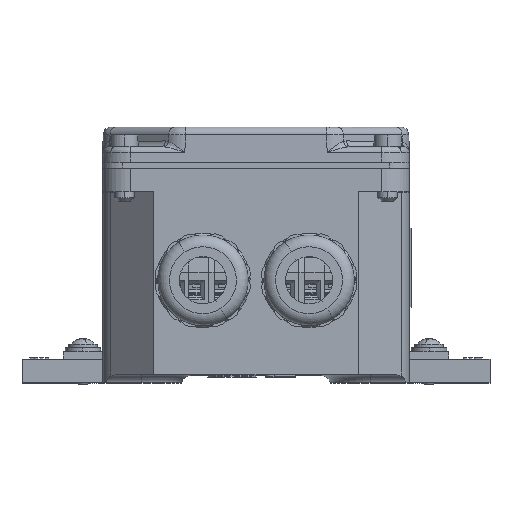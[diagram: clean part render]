
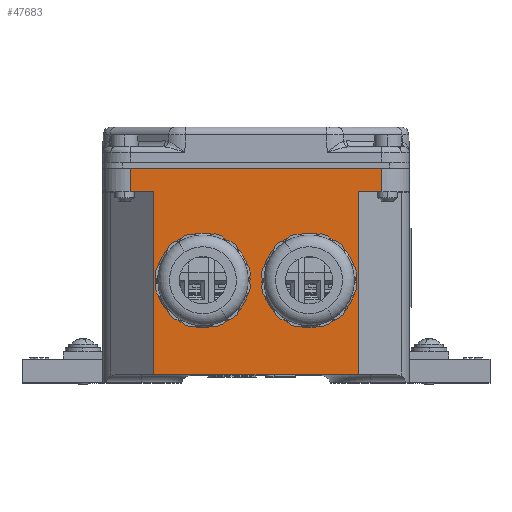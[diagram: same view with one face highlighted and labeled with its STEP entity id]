
A CAD part, top view. The second image highlights one B-rep face of the part: STEP entity #47683.
In plain terms, the highlighted planar face has unit normal (0, 0, 1).
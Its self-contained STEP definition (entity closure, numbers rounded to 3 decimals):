
#878 = CARTESIAN_POINT ( 'NONE',  ( 13.5, 35.25, 42. ) ) ;
#3658 = VECTOR ( 'NONE', #11851, 1000. ) ;
#4111 = ORIENTED_EDGE ( 'NONE', *, *, #39822, .F. ) ;
#4233 = AXIS2_PLACEMENT_3D ( 'NONE', #33097, #82587, #40210 ) ;
#4592 = DIRECTION ( 'NONE',  ( 0., 0., 1. ) ) ;
#5654 = ORIENTED_EDGE ( 'NONE', *, *, #17959, .T. ) ;
#6447 = CARTESIAN_POINT ( 'NONE',  ( -39., 54.5, 42. ) ) ;
#11484 = VERTEX_POINT ( 'NONE', #58416 ) ;
#11841 = EDGE_LOOP ( 'NONE', ( #4111, #72083 ) ) ;
#11851 = DIRECTION ( 'NONE',  ( -1., 0., 0. ) ) ;
#11998 = CIRCLE ( 'NONE', #4233, 9.25 ) ;
#13342 = CARTESIAN_POINT ( 'NONE',  ( -32., 54.5, 42. ) ) ;
#13685 = VERTEX_POINT ( 'NONE', #878 ) ;
#14141 = CARTESIAN_POINT ( 'NONE',  ( -32., 0., 42. ) ) ;
#14199 = AXIS2_PLACEMENT_3D ( 'NONE', #91025, #34736, #84212 ) ;
#15544 = LINE ( 'NONE', #43704, #69817 ) ;
#16118 = VECTOR ( 'NONE', #42373, 1000. ) ;
#16391 = ORIENTED_EDGE ( 'NONE', *, *, #78029, .F. ) ;
#16890 = EDGE_LOOP ( 'NONE', ( #16391, #31334 ) ) ;
#17083 = VERTEX_POINT ( 'NONE', #56033 ) ;
#17959 = EDGE_CURVE ( 'NONE', #49174, #21691, #72634, .T. ) ;
#19202 = DIRECTION ( 'NONE',  ( 0., -1., 0. ) ) ;
#19277 = EDGE_CURVE ( 'NONE', #11484, #74362, #89059, .T. ) ;
#20775 = VECTOR ( 'NONE', #19202, 1000. ) ;
#21680 = VERTEX_POINT ( 'NONE', #24653 ) ;
#21691 = VERTEX_POINT ( 'NONE', #88399 ) ;
#21716 = LINE ( 'NONE', #6447, #90386 ) ;
#22498 = LINE ( 'NONE', #47156, #3658 ) ;
#22530 = LINE ( 'NONE', #39623, #39176 ) ;
#24497 = ORIENTED_EDGE ( 'NONE', *, *, #84361, .F. ) ;
#24653 = CARTESIAN_POINT ( 'NONE',  ( 32., 48.5, 42. ) ) ;
#25627 = DIRECTION ( 'NONE',  ( 0., 0., 1. ) ) ;
#26750 = AXIS2_PLACEMENT_3D ( 'NONE', #39925, #89414, #47017 ) ;
#27693 = EDGE_CURVE ( 'NONE', #34485, #21691, #15544, .T. ) ;
#28880 = CIRCLE ( 'NONE', #90980, 9.25 ) ;
#31334 = ORIENTED_EDGE ( 'NONE', *, *, #78618, .F. ) ;
#32509 = VERTEX_POINT ( 'NONE', #43307 ) ;
#33097 = CARTESIAN_POINT ( 'NONE',  ( 13.5, 26., 42. ) ) ;
#33740 = ORIENTED_EDGE ( 'NONE', *, *, #27693, .F. ) ;
#34485 = VERTEX_POINT ( 'NONE', #85576 ) ;
#34736 = DIRECTION ( 'NONE',  ( 0., 0., -1. ) ) ;
#37270 = DIRECTION ( 'NONE',  ( 1., 0., 0. ) ) ;
#37766 = LINE ( 'NONE', #51734, #42189 ) ;
#39176 = VECTOR ( 'NONE', #89123, 1000. ) ;
#39623 = CARTESIAN_POINT ( 'NONE',  ( 26., 48.5, 42. ) ) ;
#39633 = CARTESIAN_POINT ( 'NONE',  ( -26., 2., 42. ) ) ;
#39822 = EDGE_CURVE ( 'NONE', #74362, #11484, #28880, .T. ) ;
#39925 = CARTESIAN_POINT ( 'NONE',  ( 13.5, 26., 42. ) ) ;
#40210 = DIRECTION ( 'NONE',  ( 0., -1., 0. ) ) ;
#40421 = VERTEX_POINT ( 'NONE', #88980 ) ;
#42061 = AXIS2_PLACEMENT_3D ( 'NONE', #47016, #4592, #54118 ) ;
#42189 = VECTOR ( 'NONE', #37270, 1000. ) ;
#42373 = DIRECTION ( 'NONE',  ( 0., -1., 0. ) ) ;
#42825 = VERTEX_POINT ( 'NONE', #91717 ) ;
#43216 = EDGE_CURVE ( 'NONE', #34485, #86999, #91660, .T. ) ;
#43307 = CARTESIAN_POINT ( 'NONE',  ( 26., 2., 42. ) ) ;
#43704 = CARTESIAN_POINT ( 'NONE',  ( -26., 48.5, 42. ) ) ;
#45339 = CIRCLE ( 'NONE', #26750, 9.25 ) ;
#47016 = CARTESIAN_POINT ( 'NONE',  ( -13.5, 26., 42. ) ) ;
#47017 = DIRECTION ( 'NONE',  ( 0., -1., 0. ) ) ;
#47156 = CARTESIAN_POINT ( 'NONE',  ( 39., 48.5, 42. ) ) ;
#47683 = ADVANCED_FACE ( 'NONE', ( #88616, #72020, #53147 ), #77114, .F. ) ;
#49174 = VERTEX_POINT ( 'NONE', #13342 ) ;
#51734 = CARTESIAN_POINT ( 'NONE',  ( 39., 2., 42. ) ) ;
#52918 = EDGE_CURVE ( 'NONE', #17083, #32509, #22530, .T. ) ;
#53147 = FACE_OUTER_BOUND ( 'NONE', #57433, .T. ) ;
#54118 = DIRECTION ( 'NONE',  ( 0., -1., 0. ) ) ;
#55663 = ORIENTED_EDGE ( 'NONE', *, *, #43216, .T. ) ;
#56001 = DIRECTION ( 'NONE',  ( -1., 0., 0. ) ) ;
#56033 = CARTESIAN_POINT ( 'NONE',  ( 26., 48.5, 42. ) ) ;
#57433 = EDGE_LOOP ( 'NONE', ( #24497, #58540, #79541, #5654, #33740, #55663, #58353, #77970 ) ) ;
#58353 = ORIENTED_EDGE ( 'NONE', *, *, #64945, .T. ) ;
#58416 = CARTESIAN_POINT ( 'NONE',  ( -13.5, 35.25, 42. ) ) ;
#58540 = ORIENTED_EDGE ( 'NONE', *, *, #89388, .T. ) ;
#61646 = CARTESIAN_POINT ( 'NONE',  ( -26., 48.5, 42. ) ) ;
#62072 = CARTESIAN_POINT ( 'NONE',  ( 32., 0., 42. ) ) ;
#62375 = DIRECTION ( 'NONE',  ( 0., 1., 0. ) ) ;
#64945 = EDGE_CURVE ( 'NONE', #86999, #32509, #37766, .T. ) ;
#68049 = CARTESIAN_POINT ( 'NONE',  ( -13.5, 26., 42. ) ) ;
#69817 = VECTOR ( 'NONE', #72462, 1000. ) ;
#72020 = FACE_BOUND ( 'NONE', #16890, .T. ) ;
#72083 = ORIENTED_EDGE ( 'NONE', *, *, #19277, .F. ) ;
#72462 = DIRECTION ( 'NONE',  ( -1., 0., 0. ) ) ;
#72634 = LINE ( 'NONE', #14141, #16118 ) ;
#74085 = VECTOR ( 'NONE', #62375, 1000. ) ;
#74362 = VERTEX_POINT ( 'NONE', #78418 ) ;
#75180 = DIRECTION ( 'NONE',  ( 0., -1., 0. ) ) ;
#77114 = PLANE ( 'NONE',  #14199 ) ;
#77970 = ORIENTED_EDGE ( 'NONE', *, *, #52918, .F. ) ;
#78029 = EDGE_CURVE ( 'NONE', #42825, #13685, #45339, .T. ) ;
#78418 = CARTESIAN_POINT ( 'NONE',  ( -13.5, 16.75, 42. ) ) ;
#78618 = EDGE_CURVE ( 'NONE', #13685, #42825, #11998, .T. ) ;
#79541 = ORIENTED_EDGE ( 'NONE', *, *, #91216, .T. ) ;
#82587 = DIRECTION ( 'NONE',  ( 0., 0., 1. ) ) ;
#84212 = DIRECTION ( 'NONE',  ( -1., 0., 0. ) ) ;
#84361 = EDGE_CURVE ( 'NONE', #21680, #17083, #22498, .T. ) ;
#85576 = CARTESIAN_POINT ( 'NONE',  ( -26., 48.5, 42. ) ) ;
#86999 = VERTEX_POINT ( 'NONE', #39633 ) ;
#88399 = CARTESIAN_POINT ( 'NONE',  ( -32., 48.5, 42. ) ) ;
#88616 = FACE_BOUND ( 'NONE', #11841, .T. ) ;
#88980 = CARTESIAN_POINT ( 'NONE',  ( 32., 54.5, 42. ) ) ;
#89059 = CIRCLE ( 'NONE', #42061, 9.25 ) ;
#89123 = DIRECTION ( 'NONE',  ( 0., -1., 0. ) ) ;
#89388 = EDGE_CURVE ( 'NONE', #21680, #40421, #90640, .T. ) ;
#89414 = DIRECTION ( 'NONE',  ( 0., 0., 1. ) ) ;
#90386 = VECTOR ( 'NONE', #56001, 1000. ) ;
#90640 = LINE ( 'NONE', #62072, #74085 ) ;
#90980 = AXIS2_PLACEMENT_3D ( 'NONE', #68049, #25627, #75180 ) ;
#91025 = CARTESIAN_POINT ( 'NONE',  ( 0., 0., 42. ) ) ;
#91216 = EDGE_CURVE ( 'NONE', #40421, #49174, #21716, .T. ) ;
#91660 = LINE ( 'NONE', #61646, #20775 ) ;
#91717 = CARTESIAN_POINT ( 'NONE',  ( 13.5, 16.75, 42. ) ) ;
